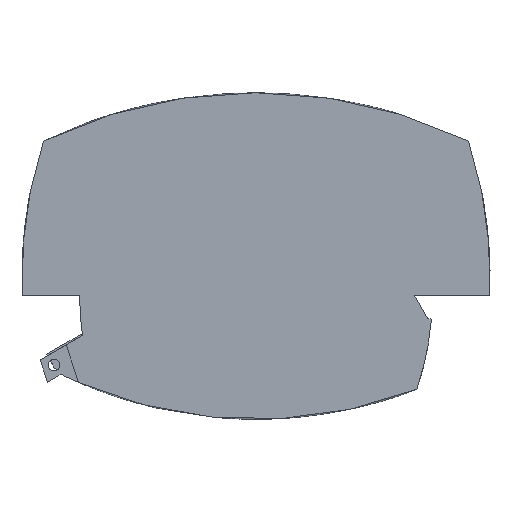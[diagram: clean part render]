
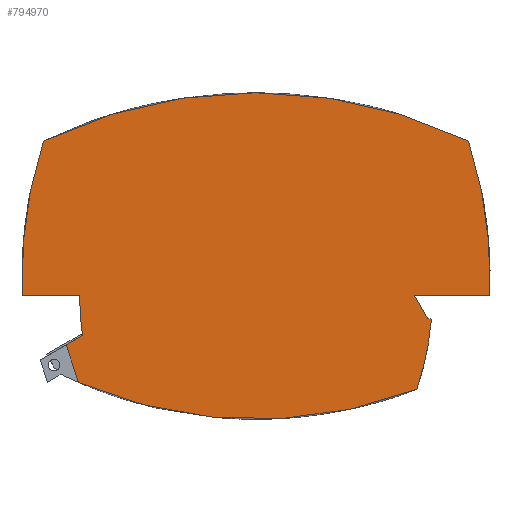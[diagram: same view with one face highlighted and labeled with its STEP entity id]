
A CAD part, left-side view. The second image highlights one B-rep face of the part: STEP entity #794970.
In plain terms, the highlighted face is planar.
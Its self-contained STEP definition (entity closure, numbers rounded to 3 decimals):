
#11640=CARTESIAN_POINT('',(130.841,17.407,
-31.75));
#11650=VERTEX_POINT('',#11640);
#11680=CARTESIAN_POINT('',(130.749,-32.593,
-31.75));
#11690=DIRECTION('',(0.,0.,1.));
#11700=DIRECTION('',(-1.,0.,0.));
#11710=AXIS2_PLACEMENT_3D('',#11680,#11690,#11700);
#11720=CIRCLE('',#11710,50.);
#11730=CARTESIAN_POINT('',(123.871,16.932,
-31.75));
#11740=VERTEX_POINT('',#11730);
#11750=EDGE_CURVE('',#11650,#11740,#11720,.T.);
#15470=CARTESIAN_POINT('',(157.468,23.695,
-31.75));
#15480=VERTEX_POINT('',#15470);
#15530=CARTESIAN_POINT('',(134.007,-48.593,
-31.75));
#15540=DIRECTION('',(0.,0.,1.));
#15550=DIRECTION('',(-1.,0.,0.));
#15560=AXIS2_PLACEMENT_3D('',#15530,#15540,#15550);
#15570=CIRCLE('',#15560,76.);
#15580=CARTESIAN_POINT('',(130.841,27.341,
-31.75));
#15590=VERTEX_POINT('',#15580);
#15600=EDGE_CURVE('',#15480,#15590,#15570,.T.);
#29640=CARTESIAN_POINT('',(130.841,-63.093,
-31.75));
#29650=DIRECTION('',(0.,1.,0.));
#29660=VECTOR('',#29650,1.);
#29670=LINE('',#29640,#29660);
#29680=EDGE_CURVE('',#11650,#15590,#29670,.T.);
#318250=CARTESIAN_POINT('',(80.841,-13.093,
-31.75));
#318260=DIRECTION('',(0.,0.,1.));
#318270=DIRECTION('',(0.,1.,0.));
#318280=AXIS2_PLACEMENT_3D('',#318250,#318260,#318270);
#318290=CIRCLE('',#318280,85.);
#318300=CARTESIAN_POINT('',(157.479,-49.856,
-31.75));
#318310=VERTEX_POINT('',#318300);
#318320=EDGE_CURVE('',#318310,#15480,#318290,.T.);
#468770=CARTESIAN_POINT('',(114.525,-40.888,
-31.75));
#468780=VERTEX_POINT('',#468770);
#468810=CARTESIAN_POINT('',(130.749,6.407,
-31.75));
#468820=DIRECTION('',(0.,0.,1.));
#468830=DIRECTION('',(-1.,0.,0.));
#468840=AXIS2_PLACEMENT_3D('',#468810,#468820,#468830);
#468850=CIRCLE('',#468840,50.);
#468860=CARTESIAN_POINT('',(126.641,-43.424,
-31.75));
#468870=VERTEX_POINT('',#468860);
#468880=EDGE_CURVE('',#468780,#468870,#468850,.T.);
#471350=CARTESIAN_POINT('',(120.447,-63.093,
-31.75));
#471360=DIRECTION('',(0.3,0.954,
0.));
#471370=VECTOR('',#471360,1.);
#471380=LINE('',#471350,#471370);
#471390=CARTESIAN_POINT('',(126.841,-42.789,
-31.75));
#471400=VERTEX_POINT('',#471390);
#471410=EDGE_CURVE('',#468870,#471400,#471380,.T.);
#794380=CARTESIAN_POINT('',(151.992,2.756,
-31.75));
#794390=DIRECTION('',(0.,0.,1.));
#794400=DIRECTION('',(0.707,-0.707,
0.));
#794410=AXIS2_PLACEMENT_3D('',#794380,#794390,#794400);
#794420=PLANE('',#794410);
#794430=CARTESIAN_POINT('',(127.841,21.591,
-31.75));
#794440=DIRECTION('',(-0.95,-0.311,
0.));
#794450=VECTOR('',#794440,1.);
#794460=LINE('',#794430,#794450);
#794470=CARTESIAN_POINT('',(122.24,19.757,
-31.75));
#794480=VERTEX_POINT('',#794470);
#794490=CARTESIAN_POINT('',(115.724,17.623,
-31.75));
#794500=VERTEX_POINT('',#794490);
#794510=EDGE_CURVE('',#794480,#794500,#794460,.T.);
#794520=ORIENTED_EDGE('',*,*,#794510,.T.);
#794530=CARTESIAN_POINT('',(141.099,-12.908,
-31.75));
#794540=DIRECTION('',(0.5,-0.866,
0.));
#794550=VECTOR('',#794540,1.);
#794560=LINE('',#794530,#794550);
#794570=EDGE_CURVE('',#794480,#11740,#794560,.T.);
#794580=ORIENTED_EDGE('',*,*,#794570,.F.);
#794590=ORIENTED_EDGE('',*,*,#11750,.T.);
#794600=ORIENTED_EDGE('',*,*,#29680,.F.);
#794610=ORIENTED_EDGE('',*,*,#15600,.T.);
#794620=ORIENTED_EDGE('',*,*,#318320,.T.);
#794630=CARTESIAN_POINT('',(134.007,22.428,
-31.75));
#794640=DIRECTION('',(0.,0.,1.));
#794650=DIRECTION('',(0.,1.,0.));
#794660=AXIS2_PLACEMENT_3D('',#794630,#794640,#794650);
#794670=CIRCLE('',#794660,76.);
#794680=CARTESIAN_POINT('',(130.841,-53.506,
-31.75));
#794690=VERTEX_POINT('',#794680);
#794700=EDGE_CURVE('',#794690,#318310,#794670,.T.);
#794710=ORIENTED_EDGE('',*,*,#794700,.T.);
#794720=CARTESIAN_POINT('',(130.841,-63.093,
-31.75));
#794730=DIRECTION('',(0.,1.,0.));
#794740=VECTOR('',#794730,1.);
#794750=LINE('',#794720,#794740);
#794760=CARTESIAN_POINT('',(130.841,-40.479,
-31.75));
#794770=VERTEX_POINT('',#794760);
#794780=EDGE_CURVE('',#794690,#794770,#794750,.T.);
#794790=ORIENTED_EDGE('',*,*,#794780,.F.);
#794800=CARTESIAN_POINT('',(127.841,-42.211,
-31.75));
#794810=DIRECTION('',(0.866,0.5,0.));
#794820=VECTOR('',#794810,1.);
#794830=LINE('',#794800,#794820);
#794840=EDGE_CURVE('',#471400,#794770,#794830,.T.);
#794850=ORIENTED_EDGE('',*,*,#794840,.T.);
#794860=ORIENTED_EDGE('',*,*,#471410,.T.);
#794870=ORIENTED_EDGE('',*,*,#468880,.T.);
#794880=CARTESIAN_POINT('',(186.441,-13.093,
-31.75));
#794890=DIRECTION('',(0.,0.,1.));
#794900=DIRECTION('',(-1.,0.,0.));
#794910=AXIS2_PLACEMENT_3D('',#794880,#794890,#794900);
#794920=CIRCLE('',#794910,77.1);
#794930=EDGE_CURVE('',#794500,#468780,#794920,.T.);
#794940=ORIENTED_EDGE('',*,*,#794930,.T.);
#794950=EDGE_LOOP('',(#794940,#794870,#794860,#794850,#794790,#794710,
#794620,#794610,#794600,#794590,#794580,#794520));
#794960=FACE_OUTER_BOUND('',#794950,.T.);
#794970=ADVANCED_FACE('',(#794960),#794420,.T.);
